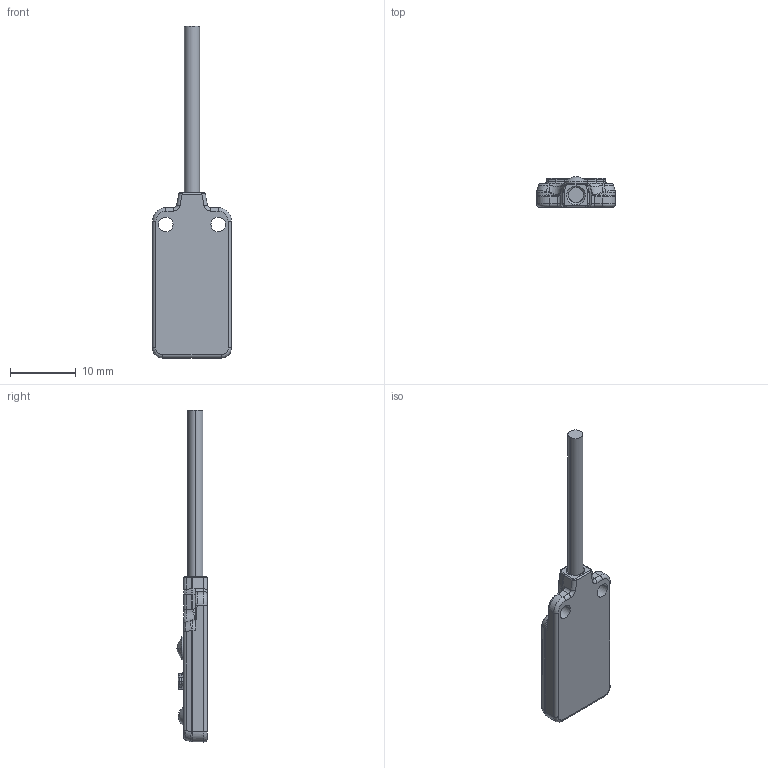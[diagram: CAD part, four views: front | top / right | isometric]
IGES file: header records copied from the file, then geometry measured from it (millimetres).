
Start section:  PTC IGES file: 149857.igs
Global section: file name: 149857.igs; native system: Pro/ENGINEER by Parametric Technology Corporation; preprocessor: 2009141; author: banengservice; organization: Unknown; date: 20100507.142008; units: inch
Bounding box: 11.99 x 4.66 x 50.4 mm (x, y, z)
Volume: 655 mm3; surface area: 1692.1 mm2
Topology: 1 solids, 2 shells, 701 faces, 1844 edges, 1147 vertices
Faces by surface type: bspline 311, revolution 203, extrusion 187
